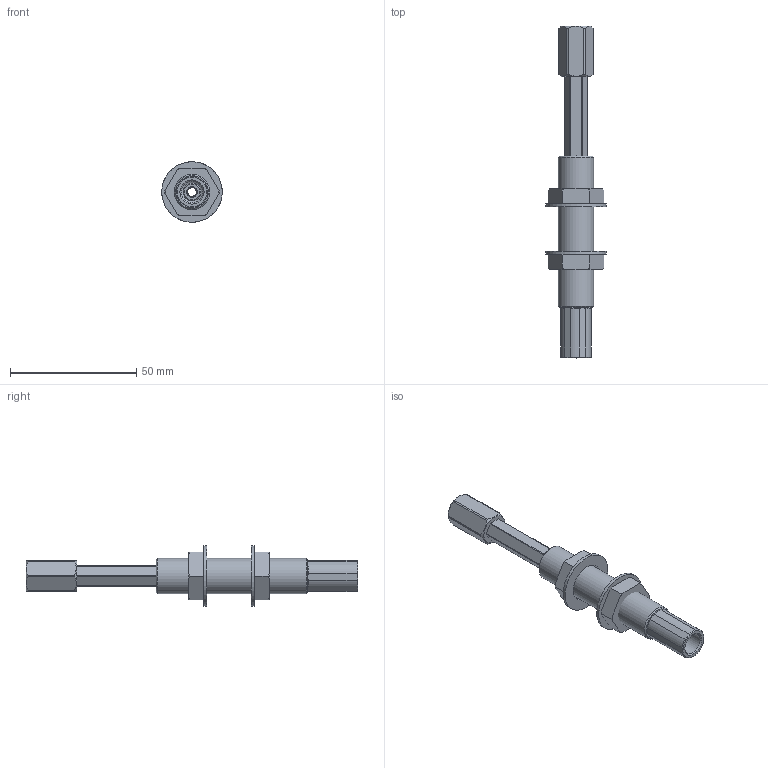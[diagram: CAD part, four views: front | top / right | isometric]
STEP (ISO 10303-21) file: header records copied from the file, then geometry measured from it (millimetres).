
FILE_DESCRIPTION(('STEP AP214'),'1');
FILE_NAME('CA.SDNG.1435.stp','2016-08-01T08:04:19',(' '),(' '),'Spatial InterOp 3D',' ',' ');
FILE_SCHEMA(('automotive_design'));
Length unit declared in the file: millimetre
Products named in the file (10): VSNG.1435.2.1; VSN.1435.3; VSN.1435.1.1; VSN.1435.1.2; VSN.14.1; VSN.14.2; M.8.5X48.50; R.14.SCH; 05.01.001.06
Assembly tree (11 placements, depth 2):
  (unnamed)
    VSNG.1435.2.1
    VSN.1435.3
    VSN.1435.1.1
    VSN.1435.1.2
    VSN.14.1
    VSN.14.2
    M.8.5X48.50
    R.14.SCH  x2
    05.01.001.06  x2
Bounding box: 24 x 131.5 x 24 mm (x, y, z)
Volume: 15082.8 mm3; surface area: 16921.7 mm2
Topology: 11 solids, 11 shells, 158 faces, 376 edges, 246 vertices
Faces by surface type: plane 65, cylinder 46, cone 44, torus 2, bspline 1
Full cylindrical faces by diameter (mm): 3.5 x2, 4.2 x1, 5 x4, 6 x2, 6.1 x1, 6.5 x1, 7 x3, 7.2 x1, 8.566 x2, 9.5 x1, 11 x2, 12.376 x2, 14 x1, 15 x2, 24 x2
Entity records: 9511 total; most frequent: CARTESIAN_POINT 5441, DIRECTION 590, ORIENTED_EDGE 504, AXIS2_PLACEMENT_3D 255, EDGE_CURVE 252, EDGE_LOOP 201, VERTEX_POINT 189, FACE_OUTER_BOUND 159
